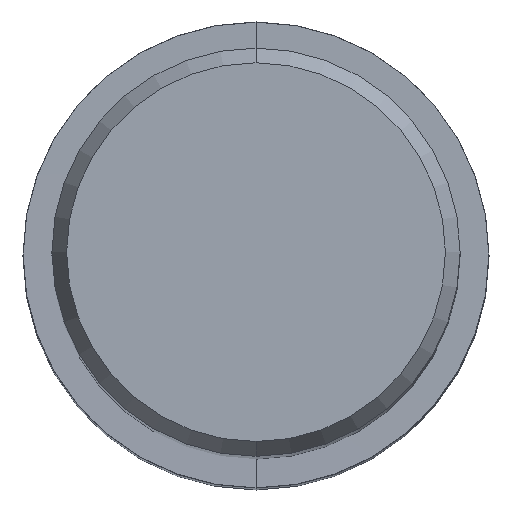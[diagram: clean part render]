
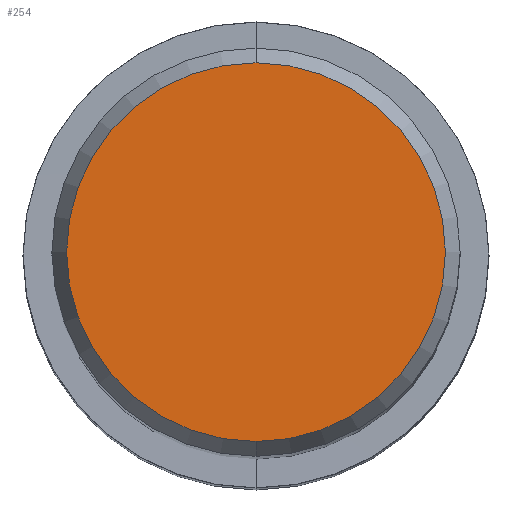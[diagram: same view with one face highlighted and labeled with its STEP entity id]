
A CAD part, top view. The second image highlights one B-rep face of the part: STEP entity #254.
In plain terms, the highlighted planar face has unit normal (0, 0, 1).
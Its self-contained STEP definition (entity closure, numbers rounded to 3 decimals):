
#140=EDGE_CURVE('',#204,#228,#320,.T.);
#204=VERTEX_POINT('',#395);
#224=EDGE_CURVE('',#228,#204,#416,.T.);
#228=VERTEX_POINT('',#420);
#254=ADVANCED_FACE('',(#451),#452,.T.);
#320=CIRCLE('',#524,5.892);
#395=CARTESIAN_POINT('',(0.,-5.892,0.01));
#416=CIRCLE('',#640,5.892);
#420=CARTESIAN_POINT('',(0.0,5.892,0.01));
#451=FACE_OUTER_BOUND('',#684,.T.);
#452=PLANE('',#685);
#524=AXIS2_PLACEMENT_3D('',#748,#749,#750);
#640=AXIS2_PLACEMENT_3D('',#866,#867,#868);
#684=EDGE_LOOP('',(#919,#920));
#685=AXIS2_PLACEMENT_3D('',#921,#922,#923);
#748=CARTESIAN_POINT('',(0.0,0.0,0.01));
#749=DIRECTION('',(0.0,0.0,-1.0));
#750=DIRECTION('',(0.0,1.0,0.0));
#866=CARTESIAN_POINT('',(0.0,0.0,0.01));
#867=DIRECTION('',(0.0,0.0,-1.0));
#868=DIRECTION('',(0.0,1.0,0.0));
#919=ORIENTED_EDGE('',*,*,#224,.F.);
#920=ORIENTED_EDGE('',*,*,#140,.F.);
#921=CARTESIAN_POINT('',(0.0,2.946,0.01));
#922=DIRECTION('',(-0.0,0.0,1.0));
#923=DIRECTION('',(0.0,-1.0,0.0));
